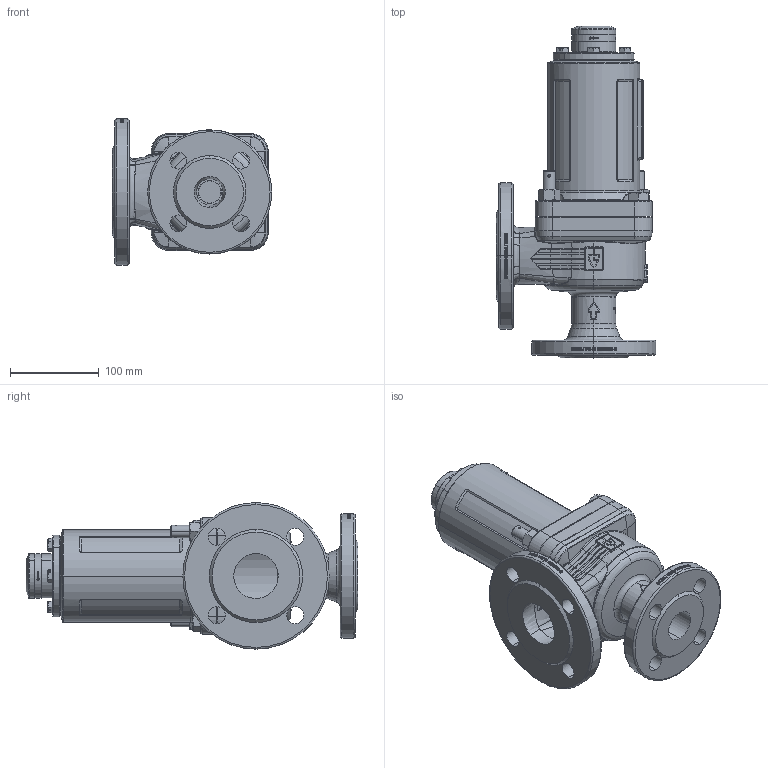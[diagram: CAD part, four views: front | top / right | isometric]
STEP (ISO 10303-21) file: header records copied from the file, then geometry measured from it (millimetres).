
FILE_DESCRIPTION (( 'STEP AP214' ), '1' );
FILE_NAME ('355TGFO_32_FLFL_3250_MD.STEP', '2020-07-22T09:05:37', ( '' ), ( '' ), 'SwSTEP 2.0', 'SolidWorks 2020', '' );
FILE_SCHEMA (( 'AUTOMOTIVE_DESIGN' ));
Length unit declared in the file: millimetre
Products named in the file (1): 355TGFO_32_FLFL_3250_MD
Bounding box: 180 x 374.3 x 165 mm (x, y, z)
Volume: 1806640.1 mm3; surface area: 400590.1 mm2
Topology: 15 solids, 15 shells, 1903 faces, 5184 edges, 3491 vertices
Faces by surface type: bspline 589, plane 533, cylinder 469, cone 207, torus 104, sphere 1
Entity records: 149143 total; most frequent: CARTESIAN_POINT 84224, ORIENTED_EDGE 10298, DIRECTION 7381, EDGE_CURVE 5149, VERTEX_POINT 3490, AXIS2_PLACEMENT_3D 2922, EDGE_LOOP 2177, B_SPLINE_CURVE_WITH_KNOTS 1983
